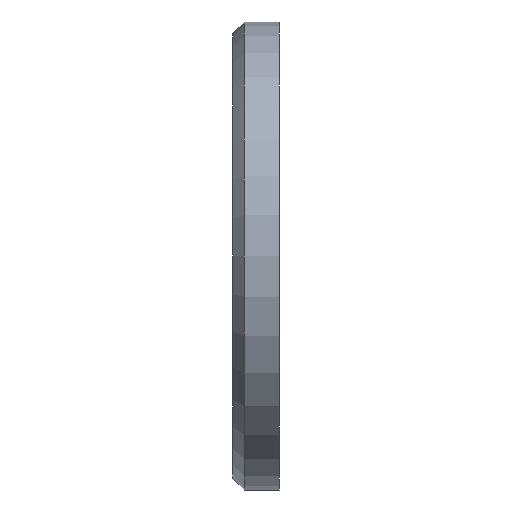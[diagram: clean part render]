
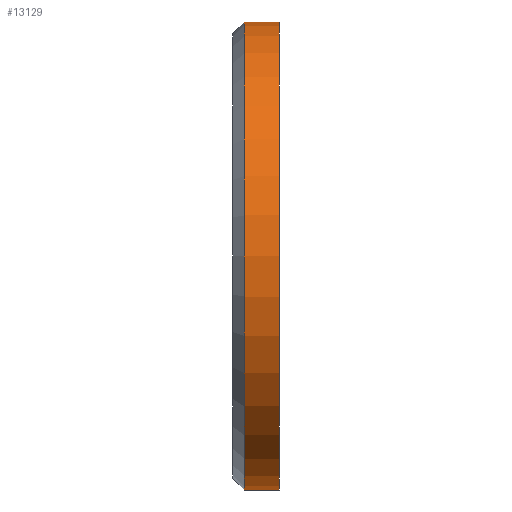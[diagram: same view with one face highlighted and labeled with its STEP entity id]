
A CAD part, left-side view. The second image highlights one B-rep face of the part: STEP entity #13129.
In plain terms, the highlighted cylindrical face has radius 20 mm (diameter 40 mm), a partial arc.
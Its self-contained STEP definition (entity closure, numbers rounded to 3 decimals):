
#607 = AXIS2_PLACEMENT_3D ( 'NONE', #5197, #5305, #9987 ) ;
#844 = CARTESIAN_POINT ( 'NONE',  ( 0., 4., -20. ) ) ;
#2491 = FACE_OUTER_BOUND ( 'NONE', #12317, .T. ) ;
#2729 = DIRECTION ( 'NONE',  ( 0., -1., 0. ) ) ;
#3135 = EDGE_CURVE ( 'NONE', #12673, #10881, #9484, .T. ) ;
#3217 = ORIENTED_EDGE ( 'NONE', *, *, #6215, .T. ) ;
#3367 = ORIENTED_EDGE ( 'NONE', *, *, #3135, .T. ) ;
#3976 = VERTEX_POINT ( 'NONE', #12292 ) ;
#5197 = CARTESIAN_POINT ( 'NONE',  ( 0., 3., 0. ) ) ;
#5305 = DIRECTION ( 'NONE',  ( 0., -1., 0. ) ) ;
#5703 = EDGE_CURVE ( 'NONE', #3976, #8903, #10722, .T. ) ;
#6215 = EDGE_CURVE ( 'NONE', #10881, #8903, #11460, .T. ) ;
#7244 = ORIENTED_EDGE ( 'NONE', *, *, #5703, .F. ) ;
#7436 = CARTESIAN_POINT ( 'NONE',  ( 0., 4., 20. ) ) ;
#7450 = CARTESIAN_POINT ( 'NONE',  ( 0., 0., -20. ) ) ;
#7485 = DIRECTION ( 'NONE',  ( 0., -1., 0. ) ) ;
#7932 = DIRECTION ( 'NONE',  ( 0., -1., 0. ) ) ;
#8769 = DIRECTION ( 'NONE',  ( 0., 0., 1. ) ) ;
#8903 = VERTEX_POINT ( 'NONE', #14245 ) ;
#9484 = LINE ( 'NONE', #844, #13869 ) ;
#9499 = EDGE_CURVE ( 'NONE', #3976, #12673, #9933, .T. ) ;
#9838 = CARTESIAN_POINT ( 'NONE',  ( 0., 4., 0. ) ) ;
#9933 = CIRCLE ( 'NONE', #607, 20. ) ;
#9987 = DIRECTION ( 'NONE',  ( 0., 0., 1. ) ) ;
#10562 = AXIS2_PLACEMENT_3D ( 'NONE', #9838, #2729, #10958 ) ;
#10722 = LINE ( 'NONE', #7436, #12928 ) ;
#10881 = VERTEX_POINT ( 'NONE', #7450 ) ;
#10958 = DIRECTION ( 'NONE',  ( 0., 0., -1. ) ) ;
#11039 = CYLINDRICAL_SURFACE ( 'NONE', #10562, 20. ) ;
#11150 = AXIS2_PLACEMENT_3D ( 'NONE', #13533, #12205, #8769 ) ;
#11199 = CARTESIAN_POINT ( 'NONE',  ( 0., 3., -20. ) ) ;
#11460 = CIRCLE ( 'NONE', #11150, 20. ) ;
#12205 = DIRECTION ( 'NONE',  ( 0., 1., 0. ) ) ;
#12292 = CARTESIAN_POINT ( 'NONE',  ( 0., 3., 20. ) ) ;
#12317 = EDGE_LOOP ( 'NONE', ( #7244, #12915, #3367, #3217 ) ) ;
#12673 = VERTEX_POINT ( 'NONE', #11199 ) ;
#12915 = ORIENTED_EDGE ( 'NONE', *, *, #9499, .T. ) ;
#12928 = VECTOR ( 'NONE', #7485, 1000. ) ;
#13129 = ADVANCED_FACE ( 'NONE', ( #2491 ), #11039, .T. ) ;
#13533 = CARTESIAN_POINT ( 'NONE',  ( 0., 0., 0. ) ) ;
#13869 = VECTOR ( 'NONE', #7932, 1000. ) ;
#14245 = CARTESIAN_POINT ( 'NONE',  ( 0., 0., 20. ) ) ;
